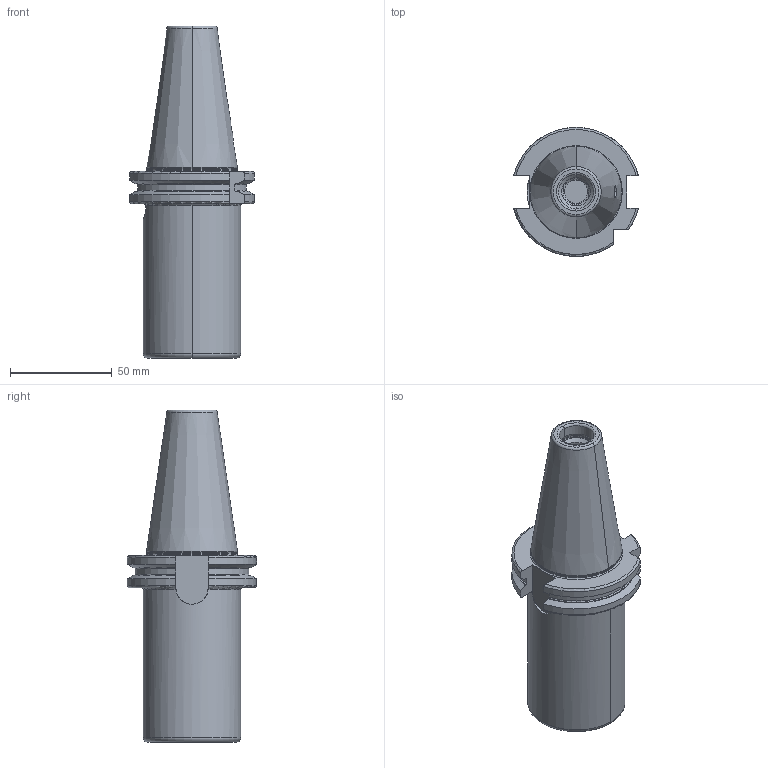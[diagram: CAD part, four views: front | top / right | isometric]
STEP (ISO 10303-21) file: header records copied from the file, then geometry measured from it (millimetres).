
FILE_DESCRIPTION((''),'2;1');
FILE_NAME('402_08_04','2020-09-25T',('104091'),(''),'CREO PARAMETRIC BY PTC INC, 2016260','CREO PARAMETRIC BY PTC INC, 2016260','');
FILE_SCHEMA(('CONFIG_CONTROL_DESIGN'));
Length unit declared in the file: millimetre
Products named in the file (1): 402_08_04
Bounding box: 61.48 x 63.54 x 163.4 mm (x, y, z)
Volume: 177842.5 mm3; surface area: 44946.3 mm2
Topology: 1 solids, 1 shells, 169 faces, 419 edges, 260 vertices
Faces by surface type: plane 54, cylinder 41, cone 41, torus 33
Entity records: 5478 total; most frequent: CARTESIAN_POINT 1425, DIRECTION 864, ORIENTED_EDGE 834, EDGE_CURVE 417, AXIS2_PLACEMENT_3D 353, VERTEX_POINT 260, EDGE_LOOP 183, CIRCLE 181
